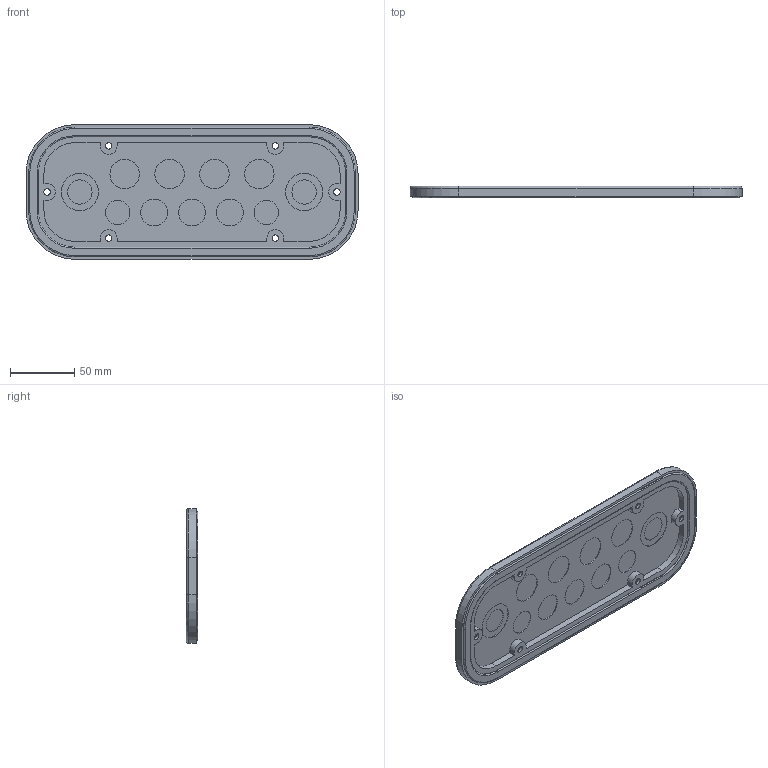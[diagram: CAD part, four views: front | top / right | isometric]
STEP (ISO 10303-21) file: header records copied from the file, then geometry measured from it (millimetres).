
FILE_DESCRIPTION(('STEP AP242'),'1');
FILE_NAME('nsytsacrnb.stp','2019-11-03T11:43:19',('TraceParts'),('TraceParts S.A.'),'Spatial InterOp 3D',' ',' ');
FILE_SCHEMA(('AP242_MANAGED_MODEL_BASED_3D_ENGINEERING_MIM_LF {1 0 10303 442 1 1 4}'));
Length unit declared in the file: millimetre
Products named in the file (1): nsytsacrnb
Bounding box: 259 x 9 x 105 mm (x, y, z)
Volume: 120019.8 mm3; surface area: 62602.7 mm2
Topology: 1 solids, 1 shells, 195 faces, 450 edges, 292 vertices
Faces by surface type: cylinder 112, plane 71, torus 12
Entity records: 5647 total; most frequent: DIRECTION 1078, CARTESIAN_POINT 938, ORIENTED_EDGE 900, EDGE_CURVE 450, AXIS2_PLACEMENT_3D 432, VERTEX_POINT 292, EDGE_LOOP 242, CIRCLE 236
